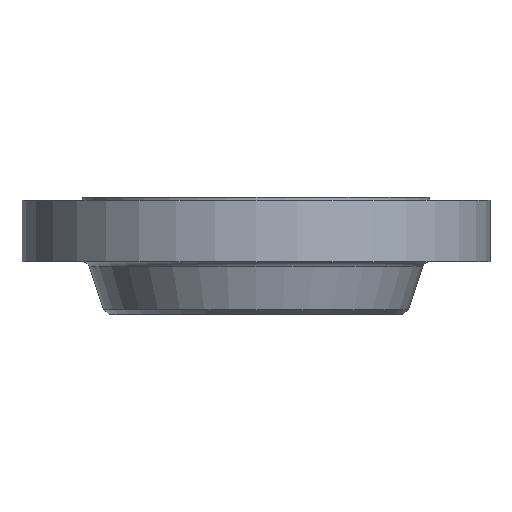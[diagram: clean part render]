
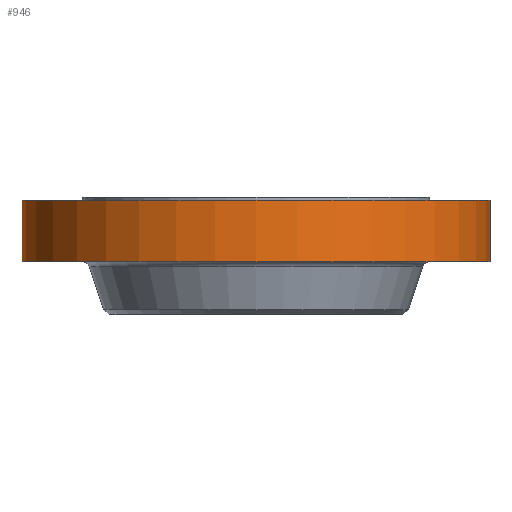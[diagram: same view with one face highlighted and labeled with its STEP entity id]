
A CAD part, front view. The second image highlights one B-rep face of the part: STEP entity #946.
In plain terms, the highlighted cylindrical face has radius 590.55 mm (diameter 1181.1 mm), a partial arc.
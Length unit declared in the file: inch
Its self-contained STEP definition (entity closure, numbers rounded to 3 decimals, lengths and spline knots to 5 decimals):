
#37 = LINE ( 'NONE', #355, #376 ) ;
#117 = AXIS2_PLACEMENT_3D ( 'NONE', #1681, #1667, #951 ) ;
#150 = CIRCLE ( 'NONE', #1755, 23.25 ) ;
#158 = DIRECTION ( 'NONE',  ( 1., 0., 0. ) ) ;
#202 = EDGE_CURVE ( 'NONE', #496, #712, #880, .T. ) ;
#257 = CARTESIAN_POINT ( 'NONE',  ( -23.25, 0., -6.375 ) ) ;
#334 = CYLINDRICAL_SURFACE ( 'NONE', #117, 23.25 ) ;
#355 = CARTESIAN_POINT ( 'NONE',  ( -23.25, 0., 0. ) ) ;
#362 = ORIENTED_EDGE ( 'NONE', *, *, #756, .F. ) ;
#376 = VECTOR ( 'NONE', #1116, 39.37008 ) ;
#466 = DIRECTION ( 'NONE',  ( 0., 0., 1. ) ) ;
#469 = ORIENTED_EDGE ( 'NONE', *, *, #1022, .T. ) ;
#485 = DIRECTION ( 'NONE',  ( 1., 0., 0. ) ) ;
#494 = DIRECTION ( 'NONE',  ( 0., 0., 1. ) ) ;
#496 = VERTEX_POINT ( 'NONE', #835 ) ;
#514 = EDGE_CURVE ( 'NONE', #1460, #712, #1816, .T. ) ;
#619 = ORIENTED_EDGE ( 'NONE', *, *, #514, .F. ) ;
#712 = VERTEX_POINT ( 'NONE', #1369 ) ;
#729 = CARTESIAN_POINT ( 'NONE',  ( 23.25, 0., 0. ) ) ;
#756 = EDGE_CURVE ( 'NONE', #1546, #1460, #37, .T. ) ;
#811 = CARTESIAN_POINT ( 'NONE',  ( -23.25, 0., -0.25 ) ) ;
#835 = CARTESIAN_POINT ( 'NONE',  ( 23.25, 0., -6.375 ) ) ;
#861 = EDGE_LOOP ( 'NONE', ( #362, #469, #1095, #619 ) ) ;
#880 = LINE ( 'NONE', #729, #1750 ) ;
#922 = CARTESIAN_POINT ( 'NONE',  ( 0., 0., -6.375 ) ) ;
#946 = ADVANCED_FACE ( 'NONE', ( #1206 ), #334, .T. ) ;
#951 = DIRECTION ( 'NONE',  ( 1., 0., 0. ) ) ;
#1022 = EDGE_CURVE ( 'NONE', #1546, #496, #150, .T. ) ;
#1095 = ORIENTED_EDGE ( 'NONE', *, *, #202, .T. ) ;
#1116 = DIRECTION ( 'NONE',  ( 0., 0., 1. ) ) ;
#1182 = DIRECTION ( 'NONE',  ( 0., 0., 1. ) ) ;
#1206 = FACE_OUTER_BOUND ( 'NONE', #861, .T. ) ;
#1369 = CARTESIAN_POINT ( 'NONE',  ( 23.25, 0., -0.25 ) ) ;
#1460 = VERTEX_POINT ( 'NONE', #811 ) ;
#1546 = VERTEX_POINT ( 'NONE', #257 ) ;
#1667 = DIRECTION ( 'NONE',  ( 0., 0., 1. ) ) ;
#1681 = CARTESIAN_POINT ( 'NONE',  ( 0., 0., 0. ) ) ;
#1750 = VECTOR ( 'NONE', #1182, 39.37008 ) ;
#1755 = AXIS2_PLACEMENT_3D ( 'NONE', #922, #466, #158 ) ;
#1787 = AXIS2_PLACEMENT_3D ( 'NONE', #1854, #494, #485 ) ;
#1816 = CIRCLE ( 'NONE', #1787, 23.25 ) ;
#1854 = CARTESIAN_POINT ( 'NONE',  ( 0., 0., -0.25 ) ) ;
